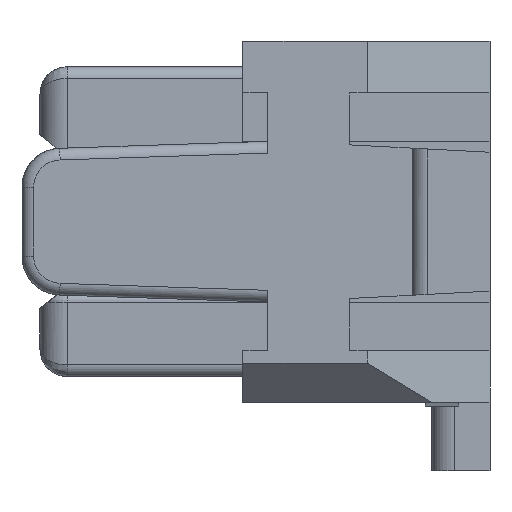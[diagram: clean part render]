
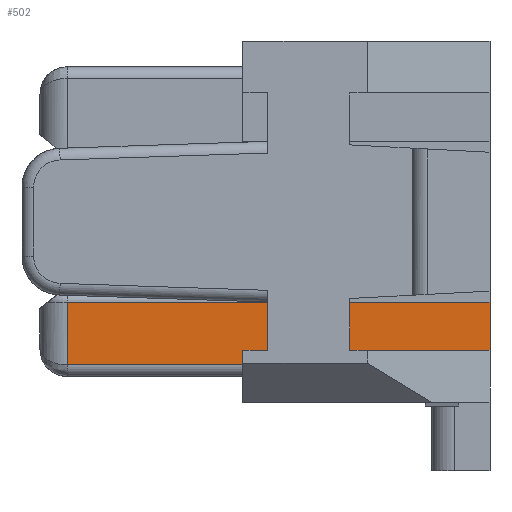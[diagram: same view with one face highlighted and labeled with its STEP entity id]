
A CAD part, front view. The second image highlights one B-rep face of the part: STEP entity #502.
In plain terms, the highlighted planar face has unit normal (0, -1, 0).
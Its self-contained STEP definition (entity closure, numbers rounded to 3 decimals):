
#502 = ADVANCED_FACE ( 'NONE', ( #6347 ), #19506, .F. ) ;
#558 = VECTOR ( 'NONE', #5239, 1000. ) ;
#1681 = CARTESIAN_POINT ( 'NONE',  ( 2.6, -3.15, -1.03 ) ) ;
#1690 = ORIENTED_EDGE ( 'NONE', *, *, #27474, .T. ) ;
#1863 = EDGE_CURVE ( 'NONE', #28237, #18898, #30294, .T. ) ;
#2650 = LINE ( 'NONE', #6896, #13193 ) ;
#2792 = VERTEX_POINT ( 'NONE', #24691 ) ;
#3096 = VECTOR ( 'NONE', #14490, 1000. ) ;
#3144 = LINE ( 'NONE', #9394, #3096 ) ;
#3451 = VECTOR ( 'NONE', #21160, 1000. ) ;
#4546 = ORIENTED_EDGE ( 'NONE', *, *, #29905, .F. ) ;
#4660 = EDGE_CURVE ( 'NONE', #16910, #28237, #2650, .T. ) ;
#5239 = DIRECTION ( 'NONE',  ( 1., 0., 0. ) ) ;
#5376 = CARTESIAN_POINT ( 'NONE',  ( 0., -3.15, 0. ) ) ;
#6347 = FACE_OUTER_BOUND ( 'NONE', #15097, .T. ) ;
#6398 = CARTESIAN_POINT ( 'NONE',  ( 0.35, -3.15, -1.835 ) ) ;
#6618 = EDGE_CURVE ( 'NONE', #18320, #2792, #19930, .T. ) ;
#6896 = CARTESIAN_POINT ( 'NONE',  ( 0.35, -3.15, -1.03 ) ) ;
#8856 = DIRECTION ( 'NONE',  ( 1., 0., 0. ) ) ;
#9335 = DIRECTION ( 'NONE',  ( 0., 0., -1. ) ) ;
#9394 = CARTESIAN_POINT ( 'NONE',  ( 2.6, -3.15, -1.65 ) ) ;
#9825 = DIRECTION ( 'NONE',  ( 0., 1., 0. ) ) ;
#9930 = VERTEX_POINT ( 'NONE', #13701 ) ;
#11287 = CARTESIAN_POINT ( 'NONE',  ( 0.35, -3.15, -1.03 ) ) ;
#11526 = LINE ( 'NONE', #25903, #558 ) ;
#11629 = DIRECTION ( 'NONE',  ( 1., 0., 0. ) ) ;
#12028 = ORIENTED_EDGE ( 'NONE', *, *, #18996, .F. ) ;
#13193 = VECTOR ( 'NONE', #9335, 1000. ) ;
#13523 = CARTESIAN_POINT ( 'NONE',  ( 2.6, -3.15, -1.03 ) ) ;
#13701 = CARTESIAN_POINT ( 'NONE',  ( 2.6, -3.15, -1.65 ) ) ;
#14490 = DIRECTION ( 'NONE',  ( 1., 0., 0. ) ) ;
#15097 = EDGE_LOOP ( 'NONE', ( #24707, #28438, #29241, #1690, #15450, #12028, #4546 ) ) ;
#15253 = DIRECTION ( 'NONE',  ( 0., 0., -1. ) ) ;
#15280 = DIRECTION ( 'NONE',  ( 1., 0., 0. ) ) ;
#15450 = ORIENTED_EDGE ( 'NONE', *, *, #6618, .F. ) ;
#16910 = VERTEX_POINT ( 'NONE', #11287 ) ;
#18320 = VERTEX_POINT ( 'NONE', #24906 ) ;
#18898 = VERTEX_POINT ( 'NONE', #23909 ) ;
#18996 = EDGE_CURVE ( 'NONE', #20143, #18320, #19250, .T. ) ;
#19231 = CARTESIAN_POINT ( 'NONE',  ( 0.35, -3.15, -1.835 ) ) ;
#19250 = LINE ( 'NONE', #13523, #29614 ) ;
#19410 = EDGE_CURVE ( 'NONE', #18898, #9930, #24242, .T. ) ;
#19506 = PLANE ( 'NONE',  #25677 ) ;
#19930 = LINE ( 'NONE', #28682, #29475 ) ;
#20143 = VERTEX_POINT ( 'NONE', #1681 ) ;
#20943 = VECTOR ( 'NONE', #8856, 1000. ) ;
#21160 = DIRECTION ( 'NONE',  ( 0., 0., 1. ) ) ;
#23909 = CARTESIAN_POINT ( 'NONE',  ( 2.6, -3.15, -1.835 ) ) ;
#24242 = LINE ( 'NONE', #28515, #3451 ) ;
#24691 = CARTESIAN_POINT ( 'NONE',  ( 5.77, -3.15, -1.65 ) ) ;
#24707 = ORIENTED_EDGE ( 'NONE', *, *, #4660, .T. ) ;
#24906 = CARTESIAN_POINT ( 'NONE',  ( 5.77, -3.15, -1.03 ) ) ;
#25677 = AXIS2_PLACEMENT_3D ( 'NONE', #5376, #9825, #15280 ) ;
#25903 = CARTESIAN_POINT ( 'NONE',  ( 0.35, -3.15, -1.03 ) ) ;
#27474 = EDGE_CURVE ( 'NONE', #9930, #2792, #3144, .T. ) ;
#28237 = VERTEX_POINT ( 'NONE', #19231 ) ;
#28438 = ORIENTED_EDGE ( 'NONE', *, *, #1863, .T. ) ;
#28515 = CARTESIAN_POINT ( 'NONE',  ( 2.6, -3.15, -1.835 ) ) ;
#28682 = CARTESIAN_POINT ( 'NONE',  ( 5.77, -3.15, -1.03 ) ) ;
#29241 = ORIENTED_EDGE ( 'NONE', *, *, #19410, .T. ) ;
#29475 = VECTOR ( 'NONE', #15253, 1000. ) ;
#29614 = VECTOR ( 'NONE', #11629, 1000. ) ;
#29905 = EDGE_CURVE ( 'NONE', #16910, #20143, #11526, .T. ) ;
#30294 = LINE ( 'NONE', #6398, #20943 ) ;
